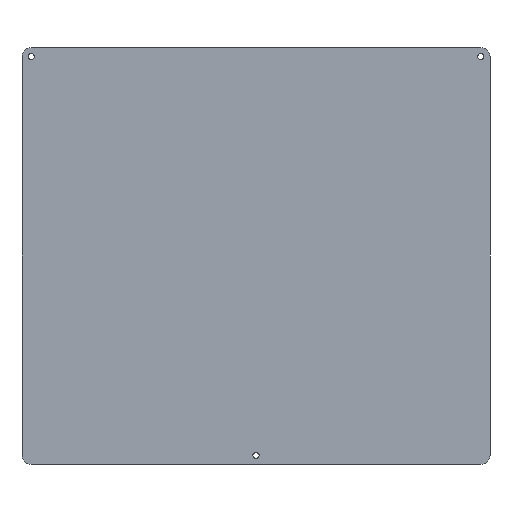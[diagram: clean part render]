
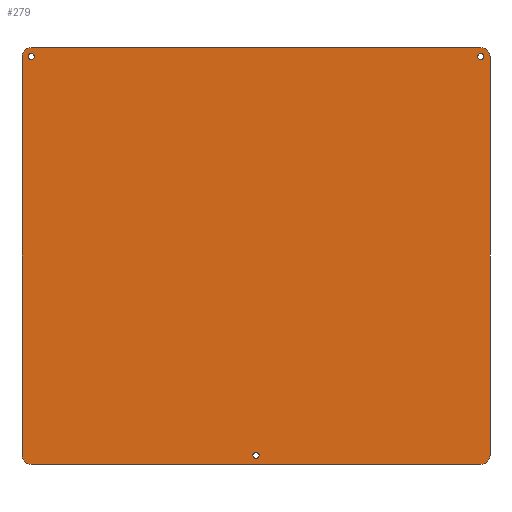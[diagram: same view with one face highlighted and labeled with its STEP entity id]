
A CAD part, front view. The second image highlights one B-rep face of the part: STEP entity #279.
In plain terms, the highlighted planar face has unit normal (0, -1, 0).
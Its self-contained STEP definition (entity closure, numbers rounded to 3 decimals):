
#28=FACE_BOUND('',#52,.T.);
#29=FACE_BOUND('',#53,.T.);
#30=FACE_BOUND('',#54,.T.);
#32=FACE_OUTER_BOUND('',#51,.T.);
#51=EDGE_LOOP('',(#205,#206,#207,#208,#209,#210,#211,#212));
#52=EDGE_LOOP('',(#213));
#53=EDGE_LOOP('',(#214));
#54=EDGE_LOOP('',(#215));
#76=CIRCLE('',#317,5.);
#77=CIRCLE('',#318,5.);
#78=CIRCLE('',#319,5.);
#79=CIRCLE('',#320,5.);
#80=CIRCLE('',#321,1.7);
#81=CIRCLE('',#322,1.7);
#82=CIRCLE('',#323,1.7);
#90=LINE('',#458,#112);
#91=LINE('',#462,#113);
#92=LINE('',#466,#114);
#93=LINE('',#470,#115);
#112=VECTOR('',#365,1000.);
#113=VECTOR('',#368,1000.);
#114=VECTOR('',#371,1000.);
#115=VECTOR('',#374,1000.);
#141=VERTEX_POINT('',#456);
#142=VERTEX_POINT('',#457);
#143=VERTEX_POINT('',#459);
#144=VERTEX_POINT('',#461);
#145=VERTEX_POINT('',#463);
#146=VERTEX_POINT('',#465);
#147=VERTEX_POINT('',#467);
#148=VERTEX_POINT('',#469);
#149=VERTEX_POINT('',#472);
#150=VERTEX_POINT('',#474);
#151=VERTEX_POINT('',#476);
#166=EDGE_CURVE('',#141,#142,#90,.T.);
#167=EDGE_CURVE('',#141,#143,#76,.F.);
#168=EDGE_CURVE('',#144,#143,#91,.T.);
#169=EDGE_CURVE('',#144,#145,#77,.F.);
#170=EDGE_CURVE('',#146,#145,#92,.T.);
#171=EDGE_CURVE('',#146,#147,#78,.F.);
#172=EDGE_CURVE('',#148,#147,#93,.T.);
#173=EDGE_CURVE('',#148,#142,#79,.F.);
#174=EDGE_CURVE('',#149,#149,#80,.T.);
#175=EDGE_CURVE('',#150,#150,#81,.T.);
#176=EDGE_CURVE('',#151,#151,#82,.T.);
#205=ORIENTED_EDGE('',*,*,#166,.F.);
#206=ORIENTED_EDGE('',*,*,#167,.T.);
#207=ORIENTED_EDGE('',*,*,#168,.F.);
#208=ORIENTED_EDGE('',*,*,#169,.T.);
#209=ORIENTED_EDGE('',*,*,#170,.F.);
#210=ORIENTED_EDGE('',*,*,#171,.T.);
#211=ORIENTED_EDGE('',*,*,#172,.F.);
#212=ORIENTED_EDGE('',*,*,#173,.T.);
#213=ORIENTED_EDGE('',*,*,#174,.T.);
#214=ORIENTED_EDGE('',*,*,#175,.T.);
#215=ORIENTED_EDGE('',*,*,#176,.T.);
#273=PLANE('',#316);
#279=ADVANCED_FACE('',(#32,#28,#29,#30),#273,.F.);
#316=AXIS2_PLACEMENT_3D('',#455,#363,#364);
#317=AXIS2_PLACEMENT_3D('',#460,#366,#367);
#318=AXIS2_PLACEMENT_3D('',#464,#369,#370);
#319=AXIS2_PLACEMENT_3D('',#468,#372,#373);
#320=AXIS2_PLACEMENT_3D('',#471,#375,#376);
#321=AXIS2_PLACEMENT_3D('',#473,#377,#378);
#322=AXIS2_PLACEMENT_3D('',#475,#379,#380);
#323=AXIS2_PLACEMENT_3D('',#477,#381,#382);
#363=DIRECTION('center_axis',(0.,1.,0.));
#364=DIRECTION('ref_axis',(0.,0.,1.));
#365=DIRECTION('',(-1.,0.,0.));
#366=DIRECTION('center_axis',(0.,1.,0.));
#367=DIRECTION('ref_axis',(0.,0.,1.));
#368=DIRECTION('',(0.,0.,-1.));
#369=DIRECTION('center_axis',(0.,1.,0.));
#370=DIRECTION('ref_axis',(0.,0.,1.));
#371=DIRECTION('',(1.,0.,0.));
#372=DIRECTION('center_axis',(0.,1.,0.));
#373=DIRECTION('ref_axis',(0.,0.,1.));
#374=DIRECTION('',(0.,0.,1.));
#375=DIRECTION('center_axis',(0.,1.,0.));
#376=DIRECTION('ref_axis',(0.,0.,1.));
#377=DIRECTION('center_axis',(0.,1.,0.));
#378=DIRECTION('ref_axis',(0.,0.,1.));
#379=DIRECTION('center_axis',(0.,1.,0.));
#380=DIRECTION('ref_axis',(0.,0.,1.));
#381=DIRECTION('center_axis',(0.,1.,0.));
#382=DIRECTION('ref_axis',(0.,0.,1.));
#455=CARTESIAN_POINT('Origin',(0.,-23.2,207.5));
#456=CARTESIAN_POINT('',(123.5,-23.2,93.));
#457=CARTESIAN_POINT('',(-123.5,-23.2,93.));
#458=CARTESIAN_POINT('',(128.5,-23.2,93.));
#459=CARTESIAN_POINT('',(128.5,-23.2,98.));
#460=CARTESIAN_POINT('Origin',(123.5,-23.2,98.));
#461=CARTESIAN_POINT('',(128.5,-23.2,317.));
#462=CARTESIAN_POINT('',(128.5,-23.2,322.));
#463=CARTESIAN_POINT('',(123.5,-23.2,322.));
#464=CARTESIAN_POINT('Origin',(123.5,-23.2,317.));
#465=CARTESIAN_POINT('',(-123.5,-23.2,322.));
#466=CARTESIAN_POINT('',(128.5,-23.2,322.));
#467=CARTESIAN_POINT('',(-128.5,-23.2,317.));
#468=CARTESIAN_POINT('Origin',(-123.5,-23.2,317.));
#469=CARTESIAN_POINT('',(-128.5,-23.2,98.));
#470=CARTESIAN_POINT('',(-128.5,-23.2,322.));
#471=CARTESIAN_POINT('Origin',(-123.5,-23.2,98.));
#472=CARTESIAN_POINT('',(123.5,-23.2,315.3));
#473=CARTESIAN_POINT('Origin',(123.5,-23.2,317.));
#474=CARTESIAN_POINT('',(0.,-23.2,96.3));
#475=CARTESIAN_POINT('Origin',(0.,-23.2,98.));
#476=CARTESIAN_POINT('',(-123.5,-23.2,315.3));
#477=CARTESIAN_POINT('Origin',(-123.5,-23.2,317.));
